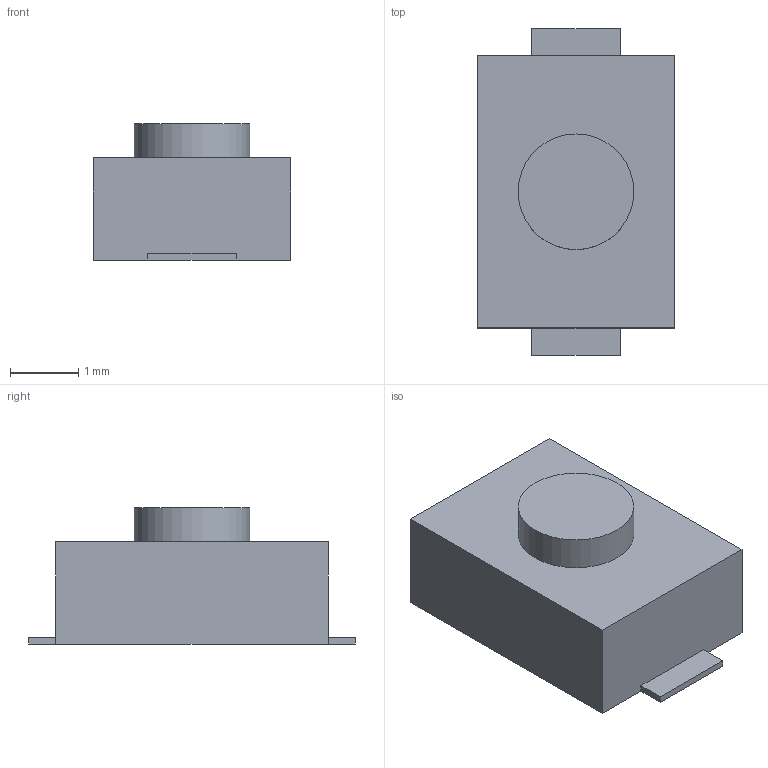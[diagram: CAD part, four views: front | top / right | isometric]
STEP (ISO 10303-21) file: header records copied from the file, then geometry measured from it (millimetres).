
FILE_DESCRIPTION(('FreeCAD Model'),'2;1');
FILE_NAME('Open CASCADE Shape Model','2024-05-02T11:47:32',('Author'),( ''),'Open CASCADE STEP processor 7.6','FreeCAD','Unknown');
FILE_SCHEMA(('AUTOMOTIVE_DESIGN { 1 0 10303 214 1 1 1 1 }'));
Length unit declared in the file: millimetre
Products named in the file (1): ButtonPad
Bounding box: 2.9 x 4.8 x 2 mm (x, y, z)
Volume: 18.6 mm3; surface area: 48.8 mm2
Topology: 1 solids, 1 shells, 20 faces, 43 edges, 26 vertices
Faces by surface type: plane 19, cylinder 1
Full cylindrical faces by diameter (mm): 1.7 x1
Entity records: 598 total; most frequent: CARTESIAN_POINT 90, DIRECTION 87, ORIENTED_EDGE 86, EDGE_CURVE 43, LINE 41, VECTOR 41, VERTEX_POINT 26, AXIS2_PLACEMENT_3D 23
